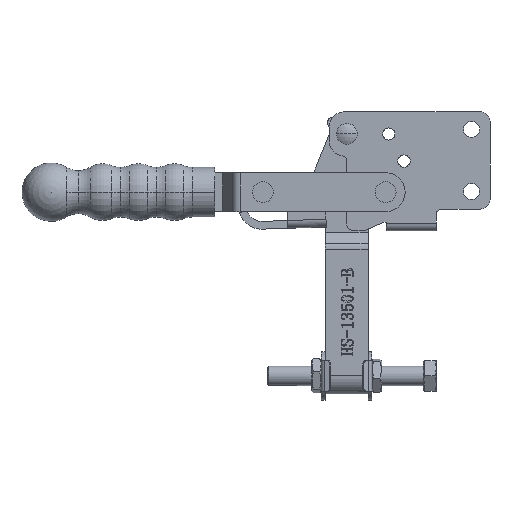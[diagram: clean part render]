
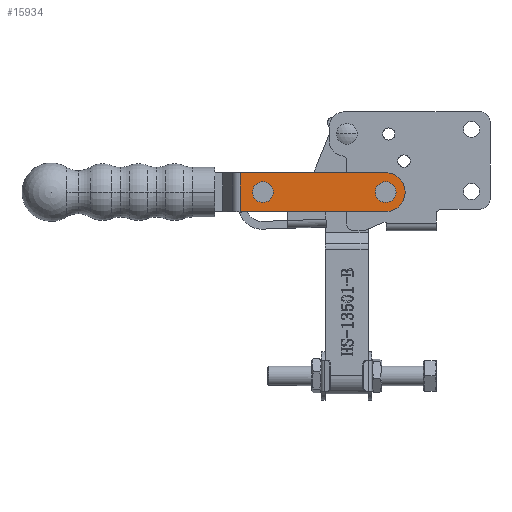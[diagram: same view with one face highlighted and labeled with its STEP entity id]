
A CAD part, left-side view. The second image highlights one B-rep face of the part: STEP entity #15934.
In plain terms, the highlighted face is planar.
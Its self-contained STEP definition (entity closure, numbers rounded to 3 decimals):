
#179 = FACE_BOUND ( 'NONE', #13024, .T. ) ;
#642 = FACE_BOUND ( 'NONE', #12924, .T. ) ;
#1118 = FACE_OUTER_BOUND ( 'NONE', #13009, .T. ) ;
#4670 = DIRECTION ( 'NONE',  ( 0., 1., 0. ) ) ;
#4671 = DIRECTION ( 'NONE',  ( 1., 0., 0. ) ) ;
#4672 = CARTESIAN_POINT ( 'NONE',  ( 15., -93.84, 10. ) ) ;
#4771 = DIRECTION ( 'NONE',  ( 0., 1., 0. ) ) ;
#4772 = DIRECTION ( 'NONE',  ( 1., 0., 0. ) ) ;
#4773 = CARTESIAN_POINT ( 'NONE',  ( 15., -30.64, 10. ) ) ;
#4943 = DIRECTION ( 'NONE',  ( 0., 1., 0. ) ) ;
#4944 = DIRECTION ( 'NONE',  ( 1., 0., 0. ) ) ;
#4945 = CARTESIAN_POINT ( 'NONE',  ( 15., -93.84, 10. ) ) ;
#4978 = DIRECTION ( 'NONE',  ( 0., 0., -1. ) ) ;
#4988 = CARTESIAN_POINT ( 'NONE',  ( 15., -19.029, 20. ) ) ;
#4994 = CARTESIAN_POINT ( 'NONE',  ( 15., -18.74, 0. ) ) ;
#4997 = DIRECTION ( 'NONE',  ( 0., -1., 0. ) ) ;
#5004 = DIRECTION ( 'NONE',  ( 0., 1., 0. ) ) ;
#5005 = DIRECTION ( 'NONE',  ( 1., 0., 0. ) ) ;
#5006 = CARTESIAN_POINT ( 'NONE',  ( 15., -30.64, 10. ) ) ;
#5019 = DIRECTION ( 'NONE',  ( 0., -1., 0. ) ) ;
#5025 = CARTESIAN_POINT ( 'NONE',  ( 15., -18.74, 20. ) ) ;
#5029 = DIRECTION ( 'NONE',  ( 0., 1., 0. ) ) ;
#5030 = DIRECTION ( 'NONE',  ( 1., 0., 0. ) ) ;
#5031 = CARTESIAN_POINT ( 'NONE',  ( 15., -93.84, 10. ) ) ;
#7467 = CARTESIAN_POINT ( 'NONE',  ( 15., -93.84, 0. ) ) ;
#7474 = CARTESIAN_POINT ( 'NONE',  ( 15., -19.029, 0. ) ) ;
#9646 = LINE ( 'NONE', #5025, #9667 ) ;
#9648 = CIRCLE ( 'NONE', #16943, 4. ) ;
#9657 = CIRCLE ( 'NONE', #16915, 10. ) ;
#9667 = VECTOR ( 'NONE', #5019, 1000. ) ;
#9721 = CIRCLE ( 'NONE', #16919, 4. ) ;
#9739 = LINE ( 'NONE', #4988, #9771 ) ;
#9749 = LINE ( 'NONE', #4994, #9761 ) ;
#9761 = VECTOR ( 'NONE', #4997, 1000. ) ;
#9771 = VECTOR ( 'NONE', #4978, 1000. ) ;
#9793 = CIRCLE ( 'NONE', #16926, 4. ) ;
#9901 = CIRCLE ( 'NONE', #16960, 4. ) ;
#12924 = EDGE_LOOP ( 'NONE', ( #24062, #24734 ) ) ;
#13009 = EDGE_LOOP ( 'NONE', ( #23777, #23927, #24493, #24799 ) ) ;
#13024 = EDGE_LOOP ( 'NONE', ( #24028, #24770 ) ) ;
#14093 = VERTEX_POINT ( 'NONE', #7474 ) ;
#14106 = VERTEX_POINT ( 'NONE', #7467 ) ;
#14442 = CARTESIAN_POINT ( 'NONE',  ( 15., -93.84, 20. ) ) ;
#14446 = CARTESIAN_POINT ( 'NONE',  ( 15., -26.64, 10. ) ) ;
#14457 = CARTESIAN_POINT ( 'NONE',  ( 15., -34.64, 10. ) ) ;
#14461 = CARTESIAN_POINT ( 'NONE',  ( 15., -89.84, 10. ) ) ;
#14469 = CARTESIAN_POINT ( 'NONE',  ( 15., -97.84, 10. ) ) ;
#14694 = CARTESIAN_POINT ( 'NONE',  ( 15., -19.029, 20. ) ) ;
#15110 = EDGE_CURVE ( 'NONE', #16693, #14106, #9657, .T. ) ;
#15115 = EDGE_CURVE ( 'NONE', #16597, #16693, #9646, .T. ) ;
#15121 = EDGE_CURVE ( 'NONE', #16691, #16685, #9721, .T. ) ;
#15127 = EDGE_CURVE ( 'NONE', #14093, #14106, #9749, .T. ) ;
#15133 = EDGE_CURVE ( 'NONE', #16597, #14093, #9739, .T. ) ;
#15142 = EDGE_CURVE ( 'NONE', #16683, #16678, #9793, .T. ) ;
#15195 = EDGE_CURVE ( 'NONE', #16685, #16691, #9648, .T. ) ;
#15234 = EDGE_CURVE ( 'NONE', #16678, #16683, #9901, .T. ) ;
#15934 = ADVANCED_FACE ( 'NONE', ( #179, #642, #1118 ), #26668, .T. ) ;
#16597 = VERTEX_POINT ( 'NONE', #14694 ) ;
#16678 = VERTEX_POINT ( 'NONE', #14469 ) ;
#16683 = VERTEX_POINT ( 'NONE', #14461 ) ;
#16685 = VERTEX_POINT ( 'NONE', #14457 ) ;
#16691 = VERTEX_POINT ( 'NONE', #14446 ) ;
#16693 = VERTEX_POINT ( 'NONE', #14442 ) ;
#16915 = AXIS2_PLACEMENT_3D ( 'NONE', #5031, #5030, #5029 ) ;
#16919 = AXIS2_PLACEMENT_3D ( 'NONE', #5006, #5005, #5004 ) ;
#16926 = AXIS2_PLACEMENT_3D ( 'NONE', #4945, #4944, #4943 ) ;
#16943 = AXIS2_PLACEMENT_3D ( 'NONE', #4773, #4772, #4771 ) ;
#16960 = AXIS2_PLACEMENT_3D ( 'NONE', #4672, #4671, #4670 ) ;
#17252 = AXIS2_PLACEMENT_3D ( 'NONE', #26670, #26672, #26666 ) ;
#23777 = ORIENTED_EDGE ( 'NONE', *, *, #15115, .T. ) ;
#23927 = ORIENTED_EDGE ( 'NONE', *, *, #15110, .T. ) ;
#24028 = ORIENTED_EDGE ( 'NONE', *, *, #15121, .F. ) ;
#24062 = ORIENTED_EDGE ( 'NONE', *, *, #15142, .F. ) ;
#24493 = ORIENTED_EDGE ( 'NONE', *, *, #15127, .F. ) ;
#24734 = ORIENTED_EDGE ( 'NONE', *, *, #15234, .F. ) ;
#24770 = ORIENTED_EDGE ( 'NONE', *, *, #15195, .F. ) ;
#24799 = ORIENTED_EDGE ( 'NONE', *, *, #15133, .F. ) ;
#26666 = DIRECTION ( 'NONE',  ( 0., 1., 0. ) ) ;
#26668 = PLANE ( 'NONE',  #17252 ) ;
#26670 = CARTESIAN_POINT ( 'NONE',  ( 15., -18.74, 20. ) ) ;
#26672 = DIRECTION ( 'NONE',  ( 1., 0., 0. ) ) ;
